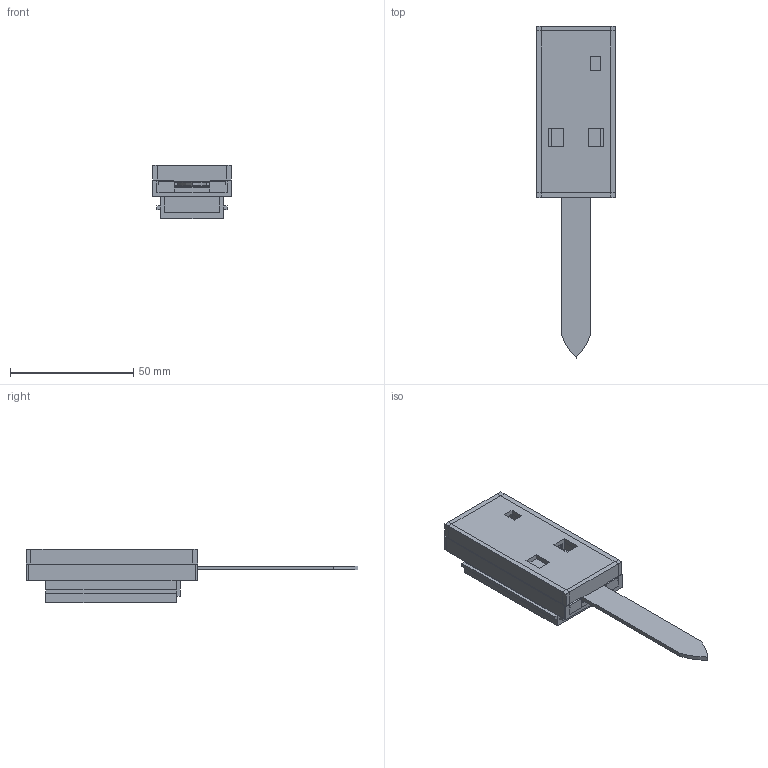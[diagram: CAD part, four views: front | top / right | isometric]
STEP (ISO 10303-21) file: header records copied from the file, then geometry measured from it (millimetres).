
FILE_DESCRIPTION(('FreeCAD Model'),'2;1');
FILE_NAME('Open CASCADE Shape Model','2023-08-13T19:49:01',('Author'),( ''),'Open CASCADE STEP processor 7.6','FreeCAD','Unknown');
FILE_SCHEMA(('AUTOMOTIVE_DESIGN { 1 0 10303 214 1 1 1 1 }'));
Length unit declared in the file: millimetre
Products named in the file (6): ESPlant_Case2; CaseTop; CaseBottomCutout; AAA Battery001; AAA Battery; Board
Assembly tree (5 placements, depth 2):
  ESPlant_Case2
    CaseTop
    CaseBottomCutout
    AAA Battery001
    AAA Battery
    Board
Bounding box: 32.4 x 134.5 x 21.7 mm (x, y, z)
Volume: 30869.1 mm3; surface area: 27175.7 mm2
Topology: 5 solids, 5 shells, 822 faces, 2109 edges, 1343 vertices
Faces by surface type: plane 562, bspline 118, cylinder 110, torus 28, cone 4
Full cylindrical faces by diameter (mm): 1.6 x3, 2 x3
Entity records: 35951 total; most frequent: CARTESIAN_POINT 14405, ORIENTED_EDGE 4218, DIRECTION 3437, EDGE_CURVE 2107, LINE 1369, VECTOR 1369, VERTEX_POINT 1342, AXIS2_PLACEMENT_3D 1034
